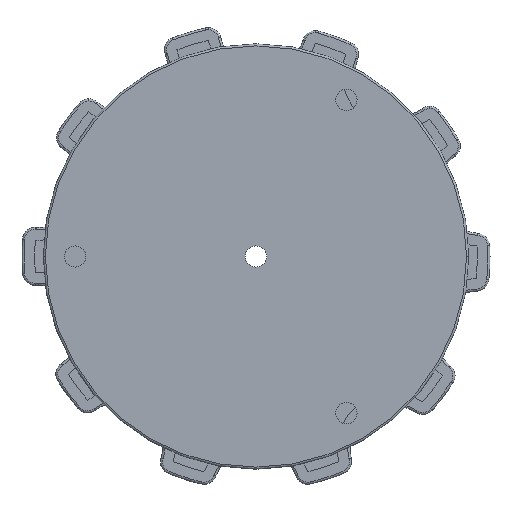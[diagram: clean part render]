
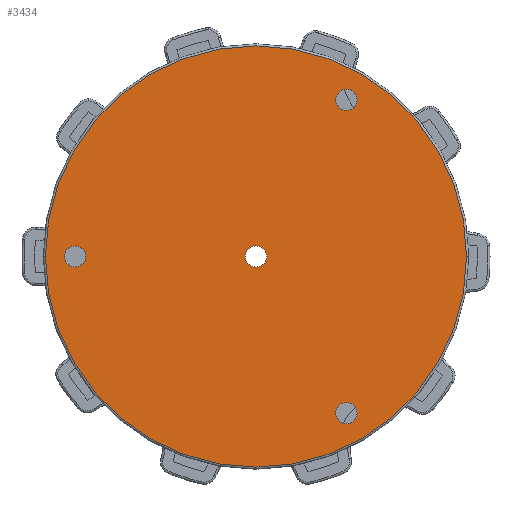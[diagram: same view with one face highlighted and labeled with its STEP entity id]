
A CAD part, front view. The second image highlights one B-rep face of the part: STEP entity #3434.
In plain terms, the highlighted planar face has unit normal (0, -1, 0).
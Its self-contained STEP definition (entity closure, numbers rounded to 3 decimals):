
#138 = CIRCLE ( 'NONE', #19643, 2.5 ) ;
#268 = VERTEX_POINT ( 'NONE', #11541 ) ;
#877 = ORIENTED_EDGE ( 'NONE', *, *, #27214, .F. ) ;
#1197 = DIRECTION ( 'NONE',  ( 0., -1., 0. ) ) ;
#1419 = EDGE_CURVE ( 'NONE', #6964, #1591, #19793, .T. ) ;
#1451 = EDGE_CURVE ( 'NONE', #12590, #268, #10293, .T. ) ;
#1512 = AXIS2_PLACEMENT_3D ( 'NONE', #3680, #14342, #24965 ) ;
#1591 = VERTEX_POINT ( 'NONE', #5253 ) ;
#1882 = VERTEX_POINT ( 'NONE', #6604 ) ;
#2731 = CARTESIAN_POINT ( 'NONE',  ( 21.25, -3., 36.806 ) ) ;
#2785 = PLANE ( 'NONE',  #32060 ) ;
#2786 = CARTESIAN_POINT ( 'NONE',  ( 21.25, -3., 36.806 ) ) ;
#3132 = FACE_BOUND ( 'NONE', #10713, .T. ) ;
#3279 = ORIENTED_EDGE ( 'NONE', *, *, #11658, .F. ) ;
#3434 = ADVANCED_FACE ( 'NONE', ( #34337, #18318, #5750, #3132, #18656 ), #2785, .T. ) ;
#3680 = CARTESIAN_POINT ( 'NONE',  ( 0., -3., 0. ) ) ;
#4846 = DIRECTION ( 'NONE',  ( 1., 0., 0. ) ) ;
#5139 = AXIS2_PLACEMENT_3D ( 'NONE', #11712, #22176, #32625 ) ;
#5253 = CARTESIAN_POINT ( 'NONE',  ( 18.75, -3., -36.806 ) ) ;
#5366 = CARTESIAN_POINT ( 'NONE',  ( 23.75, -3., 36.806 ) ) ;
#5478 = EDGE_CURVE ( 'NONE', #268, #12590, #32101, .T. ) ;
#5750 = FACE_BOUND ( 'NONE', #16155, .T. ) ;
#6460 = CARTESIAN_POINT ( 'NONE',  ( 23.75, -3., -36.806 ) ) ;
#6604 = CARTESIAN_POINT ( 'NONE',  ( 18.75, -3., 36.806 ) ) ;
#6964 = VERTEX_POINT ( 'NONE', #6460 ) ;
#7843 = DIRECTION ( 'NONE',  ( 0., -1., 0. ) ) ;
#7962 = CARTESIAN_POINT ( 'NONE',  ( -40., -3., 0. ) ) ;
#8131 = VERTEX_POINT ( 'NONE', #18151 ) ;
#8254 = DIRECTION ( 'NONE',  ( 1., 0., 0. ) ) ;
#8605 = VERTEX_POINT ( 'NONE', #7962 ) ;
#8650 = ORIENTED_EDGE ( 'NONE', *, *, #23647, .F. ) ;
#9065 = DIRECTION ( 'NONE',  ( 1., 0., 0. ) ) ;
#9085 = ORIENTED_EDGE ( 'NONE', *, *, #14856, .F. ) ;
#9327 = CARTESIAN_POINT ( 'NONE',  ( 2.5, -3., 0. ) ) ;
#9615 = EDGE_CURVE ( 'NONE', #24211, #31785, #19896, .T. ) ;
#10293 = CIRCLE ( 'NONE', #33154, 49.5 ) ;
#10713 = EDGE_LOOP ( 'NONE', ( #877, #8650 ) ) ;
#11007 = DIRECTION ( 'NONE',  ( 0., -1., 0. ) ) ;
#11541 = CARTESIAN_POINT ( 'NONE',  ( 49.5, -3., 0. ) ) ;
#11658 = EDGE_CURVE ( 'NONE', #1591, #6964, #26608, .T. ) ;
#11712 = CARTESIAN_POINT ( 'NONE',  ( -42.5, -3., 0. ) ) ;
#11746 = EDGE_CURVE ( 'NONE', #23990, #1882, #12174, .T. ) ;
#11860 = DIRECTION ( 'NONE',  ( 1., 0., 0. ) ) ;
#12174 = CIRCLE ( 'NONE', #31060, 2.5 ) ;
#12590 = VERTEX_POINT ( 'NONE', #25946 ) ;
#13584 = EDGE_LOOP ( 'NONE', ( #33179, #9085 ) ) ;
#14342 = DIRECTION ( 'NONE',  ( 0., -1., 0. ) ) ;
#14856 = EDGE_CURVE ( 'NONE', #31785, #24211, #27687, .T. ) ;
#15154 = CARTESIAN_POINT ( 'NONE',  ( -42.5, -3., 0. ) ) ;
#15486 = AXIS2_PLACEMENT_3D ( 'NONE', #25478, #20933, #20590 ) ;
#15724 = CIRCLE ( 'NONE', #5139, 2.5 ) ;
#16104 = CARTESIAN_POINT ( 'NONE',  ( 0., -3., 0. ) ) ;
#16155 = EDGE_LOOP ( 'NONE', ( #30773, #20015 ) ) ;
#16162 = DIRECTION ( 'NONE',  ( 0., -1., 0. ) ) ;
#16923 = DIRECTION ( 'NONE',  ( 1., 0., 0. ) ) ;
#17061 = EDGE_LOOP ( 'NONE', ( #30946, #3279 ) ) ;
#18151 = CARTESIAN_POINT ( 'NONE',  ( -45., -3., 0. ) ) ;
#18225 = AXIS2_PLACEMENT_3D ( 'NONE', #16104, #29160, #8254 ) ;
#18318 = FACE_BOUND ( 'NONE', #17061, .T. ) ;
#18656 = FACE_BOUND ( 'NONE', #13584, .T. ) ;
#19362 = CARTESIAN_POINT ( 'NONE',  ( 21.25, -3., -36.806 ) ) ;
#19643 = AXIS2_PLACEMENT_3D ( 'NONE', #15154, #23169, #4846 ) ;
#19793 = CIRCLE ( 'NONE', #27007, 2.5 ) ;
#19896 = CIRCLE ( 'NONE', #1512, 2.5 ) ;
#20015 = ORIENTED_EDGE ( 'NONE', *, *, #25565, .F. ) ;
#20590 = DIRECTION ( 'NONE',  ( 1., 0., 0. ) ) ;
#20813 = ORIENTED_EDGE ( 'NONE', *, *, #1451, .T. ) ;
#20933 = DIRECTION ( 'NONE',  ( 0., -1., 0. ) ) ;
#21286 = DIRECTION ( 'NONE',  ( 1., 0., 0. ) ) ;
#21577 = CARTESIAN_POINT ( 'NONE',  ( 0., -3., 0. ) ) ;
#22176 = DIRECTION ( 'NONE',  ( 0., -1., 0. ) ) ;
#23169 = DIRECTION ( 'NONE',  ( 0., -1., 0. ) ) ;
#23647 = EDGE_CURVE ( 'NONE', #8131, #8605, #138, .T. ) ;
#23990 = VERTEX_POINT ( 'NONE', #5366 ) ;
#24211 = VERTEX_POINT ( 'NONE', #9327 ) ;
#24965 = DIRECTION ( 'NONE',  ( 1., 0., 0. ) ) ;
#25416 = AXIS2_PLACEMENT_3D ( 'NONE', #21577, #16162, #32193 ) ;
#25478 = CARTESIAN_POINT ( 'NONE',  ( 21.25, -3., -36.806 ) ) ;
#25565 = EDGE_CURVE ( 'NONE', #1882, #23990, #28023, .T. ) ;
#25946 = CARTESIAN_POINT ( 'NONE',  ( -49.5, -3., 0. ) ) ;
#26608 = CIRCLE ( 'NONE', #15486, 2.5 ) ;
#26627 = DIRECTION ( 'NONE',  ( 0., -1., 0. ) ) ;
#26859 = CARTESIAN_POINT ( 'NONE',  ( -2.5, -3., 0. ) ) ;
#27007 = AXIS2_PLACEMENT_3D ( 'NONE', #19362, #32782, #9065 ) ;
#27214 = EDGE_CURVE ( 'NONE', #8605, #8131, #15724, .T. ) ;
#27687 = CIRCLE ( 'NONE', #18225, 2.5 ) ;
#28023 = CIRCLE ( 'NONE', #33591, 2.5 ) ;
#28998 = EDGE_LOOP ( 'NONE', ( #30698, #20813 ) ) ;
#29160 = DIRECTION ( 'NONE',  ( 0., -1., 0. ) ) ;
#29421 = DIRECTION ( 'NONE',  ( 1., 0., 0. ) ) ;
#30003 = CARTESIAN_POINT ( 'NONE',  ( 0., -3., 0. ) ) ;
#30698 = ORIENTED_EDGE ( 'NONE', *, *, #5478, .T. ) ;
#30773 = ORIENTED_EDGE ( 'NONE', *, *, #11746, .F. ) ;
#30946 = ORIENTED_EDGE ( 'NONE', *, *, #1419, .F. ) ;
#31060 = AXIS2_PLACEMENT_3D ( 'NONE', #2786, #11007, #21286 ) ;
#31732 = CARTESIAN_POINT ( 'NONE',  ( 0., -3., 0. ) ) ;
#31785 = VERTEX_POINT ( 'NONE', #26859 ) ;
#32060 = AXIS2_PLACEMENT_3D ( 'NONE', #31732, #7843, #16923 ) ;
#32101 = CIRCLE ( 'NONE', #25416, 49.5 ) ;
#32193 = DIRECTION ( 'NONE',  ( 1., 0., 0. ) ) ;
#32625 = DIRECTION ( 'NONE',  ( 1., 0., 0. ) ) ;
#32782 = DIRECTION ( 'NONE',  ( 0., -1., 0. ) ) ;
#33154 = AXIS2_PLACEMENT_3D ( 'NONE', #30003, #1197, #11860 ) ;
#33179 = ORIENTED_EDGE ( 'NONE', *, *, #9615, .F. ) ;
#33591 = AXIS2_PLACEMENT_3D ( 'NONE', #2731, #26627, #29421 ) ;
#34337 = FACE_OUTER_BOUND ( 'NONE', #28998, .T. ) ;
